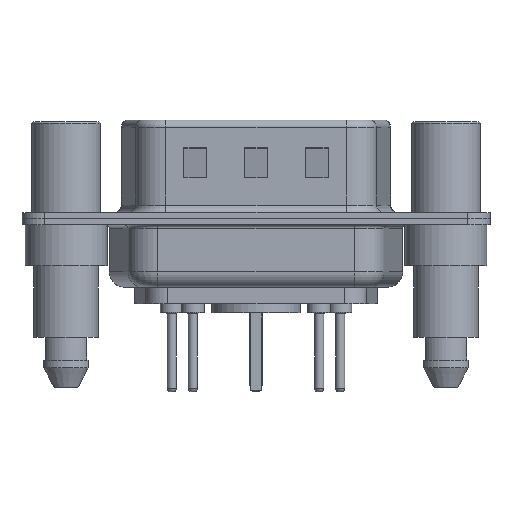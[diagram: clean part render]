
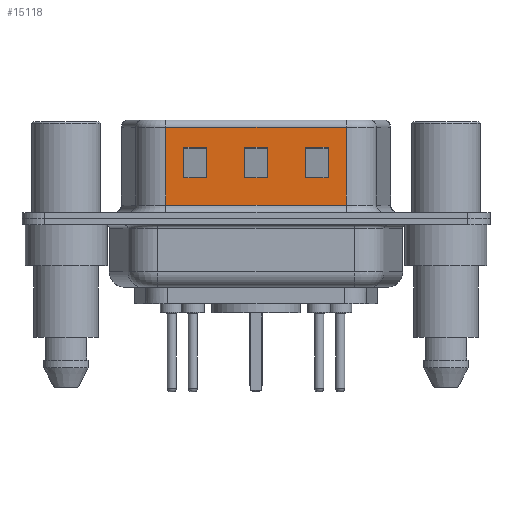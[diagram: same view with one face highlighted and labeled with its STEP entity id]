
A CAD part, front view. The second image highlights one B-rep face of the part: STEP entity #15118.
In plain terms, the highlighted planar face has unit normal (0, -1, 0).
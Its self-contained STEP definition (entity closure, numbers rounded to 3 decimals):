
#47 = DIRECTION ( 'NONE',  ( 0., 0., -1. ) ) ;
#99 = CARTESIAN_POINT ( 'NONE',  ( 11.75, -4.58, 2.705 ) ) ;
#141 = CARTESIAN_POINT ( 'NONE',  ( 17.25, -4.58, 4.705 ) ) ;
#198 = EDGE_CURVE ( 'NONE', #849, #15258, #16317, .T. ) ;
#295 = VERTEX_POINT ( 'NONE', #1240 ) ;
#417 = ORIENTED_EDGE ( 'NONE', *, *, #5565, .T. ) ;
#448 = VERTEX_POINT ( 'NONE', #6701 ) ;
#638 = ORIENTED_EDGE ( 'NONE', *, *, #10501, .T. ) ;
#849 = VERTEX_POINT ( 'NONE', #99 ) ;
#906 = VECTOR ( 'NONE', #2228, 1000. ) ;
#985 = VECTOR ( 'NONE', #6722, 1000. ) ;
#1097 = EDGE_CURVE ( 'NONE', #1194, #12343, #7918, .T. ) ;
#1130 = DIRECTION ( 'NONE',  ( 0., 0., -1. ) ) ;
#1194 = VERTEX_POINT ( 'NONE', #1345 ) ;
#1240 = CARTESIAN_POINT ( 'NONE',  ( 6.55, -4.58, 6.02 ) ) ;
#1345 = CARTESIAN_POINT ( 'NONE',  ( 18.45, -4.58, 6.02 ) ) ;
#1782 = CARTESIAN_POINT ( 'NONE',  ( 6.55, -4.58, 0.9 ) ) ;
#1880 = ORIENTED_EDGE ( 'NONE', *, *, #198, .T. ) ;
#1938 = VECTOR ( 'NONE', #9422, 1000. ) ;
#1987 = ORIENTED_EDGE ( 'NONE', *, *, #8593, .T. ) ;
#2223 = CARTESIAN_POINT ( 'NONE',  ( 18.45, -4.58, 6.52 ) ) ;
#2228 = DIRECTION ( 'NONE',  ( 1., 0., 0. ) ) ;
#2303 = DIRECTION ( 'NONE',  ( 0., 1., 0. ) ) ;
#2473 = EDGE_CURVE ( 'NONE', #8923, #8748, #15125, .T. ) ;
#2793 = EDGE_CURVE ( 'NONE', #295, #13234, #10548, .T. ) ;
#2807 = CARTESIAN_POINT ( 'NONE',  ( 9.25, -4.58, 6.52 ) ) ;
#2820 = LINE ( 'NONE', #12273, #5883 ) ;
#3025 = EDGE_CURVE ( 'NONE', #12323, #16709, #8069, .T. ) ;
#3256 = VECTOR ( 'NONE', #1130, 1000. ) ;
#3283 = ORIENTED_EDGE ( 'NONE', *, *, #3483, .T. ) ;
#3483 = EDGE_CURVE ( 'NONE', #15258, #448, #12803, .T. ) ;
#3502 = DIRECTION ( 'NONE',  ( 1., 0., 0. ) ) ;
#3659 = CARTESIAN_POINT ( 'NONE',  ( 15.75, -4.58, 4.705 ) ) ;
#3697 = CARTESIAN_POINT ( 'NONE',  ( 17.25, -4.58, 6.52 ) ) ;
#3699 = ORIENTED_EDGE ( 'NONE', *, *, #12491, .T. ) ;
#4178 = EDGE_LOOP ( 'NONE', ( #3283, #638, #7581, #1880 ) ) ;
#4374 = LINE ( 'NONE', #7417, #906 ) ;
#4590 = ORIENTED_EDGE ( 'NONE', *, *, #2473, .T. ) ;
#4596 = CARTESIAN_POINT ( 'NONE',  ( 15.75, -4.58, 2.705 ) ) ;
#4611 = VECTOR ( 'NONE', #7420, 1000. ) ;
#4828 = VERTEX_POINT ( 'NONE', #7835 ) ;
#4845 = VECTOR ( 'NONE', #8249, 1000. ) ;
#5008 = EDGE_CURVE ( 'NONE', #15836, #15643, #6152, .T. ) ;
#5082 = CARTESIAN_POINT ( 'NONE',  ( 11.75, -4.58, 6.52 ) ) ;
#5211 = DIRECTION ( 'NONE',  ( -1., 0., 0. ) ) ;
#5260 = LINE ( 'NONE', #13508, #4845 ) ;
#5280 = VECTOR ( 'NONE', #11013, 1000. ) ;
#5565 = EDGE_CURVE ( 'NONE', #15643, #9232, #8786, .T. ) ;
#5801 = CARTESIAN_POINT ( 'NONE',  ( 14.45, -4.58, 2.705 ) ) ;
#5806 = VECTOR ( 'NONE', #10101, 1000. ) ;
#5883 = VECTOR ( 'NONE', #6441, 1000. ) ;
#6152 = LINE ( 'NONE', #11636, #12312 ) ;
#6180 = CARTESIAN_POINT ( 'NONE',  ( 18.45, -4.58, 6.52 ) ) ;
#6381 = VERTEX_POINT ( 'NONE', #141 ) ;
#6441 = DIRECTION ( 'NONE',  ( 1., 0., 0. ) ) ;
#6696 = FACE_BOUND ( 'NONE', #7891, .T. ) ;
#6701 = CARTESIAN_POINT ( 'NONE',  ( 13.25, -4.58, 4.705 ) ) ;
#6722 = DIRECTION ( 'NONE',  ( 0., 0., -1. ) ) ;
#7059 = EDGE_CURVE ( 'NONE', #6381, #15836, #13725, .T. ) ;
#7087 = ORIENTED_EDGE ( 'NONE', *, *, #3025, .T. ) ;
#7202 = CARTESIAN_POINT ( 'NONE',  ( 17.25, -4.58, 2.705 ) ) ;
#7313 = DIRECTION ( 'NONE',  ( 0., 0., 1. ) ) ;
#7417 = CARTESIAN_POINT ( 'NONE',  ( 22.45, -4.58, 4.705 ) ) ;
#7420 = DIRECTION ( 'NONE',  ( 0., 0., -1. ) ) ;
#7547 = VECTOR ( 'NONE', #16012, 1000. ) ;
#7581 = ORIENTED_EDGE ( 'NONE', *, *, #9273, .T. ) ;
#7665 = AXIS2_PLACEMENT_3D ( 'NONE', #6180, #2303, #11463 ) ;
#7736 = CARTESIAN_POINT ( 'NONE',  ( 18.45, -4.58, 0.9 ) ) ;
#7835 = CARTESIAN_POINT ( 'NONE',  ( 13.25, -4.58, 2.705 ) ) ;
#7891 = EDGE_LOOP ( 'NONE', ( #10399, #15526, #417, #12100 ) ) ;
#7908 = EDGE_LOOP ( 'NONE', ( #13981, #10977, #13844, #3699 ) ) ;
#7918 = LINE ( 'NONE', #2223, #985 ) ;
#7939 = CARTESIAN_POINT ( 'NONE',  ( 6.55, -4.58, 6.52 ) ) ;
#8069 = LINE ( 'NONE', #12722, #15534 ) ;
#8249 = DIRECTION ( 'NONE',  ( -1., 0., 0. ) ) ;
#8265 = EDGE_CURVE ( 'NONE', #16709, #8923, #2820, .T. ) ;
#8437 = CARTESIAN_POINT ( 'NONE',  ( 18.45, -4.58, 4.705 ) ) ;
#8593 = EDGE_CURVE ( 'NONE', #8748, #12323, #9138, .T. ) ;
#8748 = VERTEX_POINT ( 'NONE', #10488 ) ;
#8786 = LINE ( 'NONE', #16212, #15434 ) ;
#8923 = VERTEX_POINT ( 'NONE', #9438 ) ;
#9138 = LINE ( 'NONE', #5801, #5280 ) ;
#9232 = VERTEX_POINT ( 'NONE', #3659 ) ;
#9273 = EDGE_CURVE ( 'NONE', #4828, #849, #9723, .T. ) ;
#9422 = DIRECTION ( 'NONE',  ( 0., 0., -1. ) ) ;
#9438 = CARTESIAN_POINT ( 'NONE',  ( 9.25, -4.58, 4.705 ) ) ;
#9685 = VECTOR ( 'NONE', #3502, 1000. ) ;
#9723 = LINE ( 'NONE', #13069, #16769 ) ;
#10101 = DIRECTION ( 'NONE',  ( 0., 0., 1. ) ) ;
#10104 = PLANE ( 'NONE',  #7665 ) ;
#10399 = ORIENTED_EDGE ( 'NONE', *, *, #7059, .T. ) ;
#10488 = CARTESIAN_POINT ( 'NONE',  ( 9.25, -4.58, 2.705 ) ) ;
#10501 = EDGE_CURVE ( 'NONE', #448, #4828, #16332, .T. ) ;
#10548 = LINE ( 'NONE', #7939, #13634 ) ;
#10825 = EDGE_CURVE ( 'NONE', #9232, #6381, #4374, .T. ) ;
#10977 = ORIENTED_EDGE ( 'NONE', *, *, #15507, .T. ) ;
#11013 = DIRECTION ( 'NONE',  ( -1., 0., 0. ) ) ;
#11053 = LINE ( 'NONE', #14617, #7547 ) ;
#11463 = DIRECTION ( 'NONE',  ( 0., 0., 1. ) ) ;
#11636 = CARTESIAN_POINT ( 'NONE',  ( 22.45, -4.58, 2.705 ) ) ;
#11742 = CARTESIAN_POINT ( 'NONE',  ( 11.75, -4.58, 4.705 ) ) ;
#11750 = DIRECTION ( 'NONE',  ( -1., 0., 0. ) ) ;
#11905 = CARTESIAN_POINT ( 'NONE',  ( 7.75, -4.58, 4.705 ) ) ;
#12069 = ORIENTED_EDGE ( 'NONE', *, *, #8265, .T. ) ;
#12100 = ORIENTED_EDGE ( 'NONE', *, *, #10825, .T. ) ;
#12273 = CARTESIAN_POINT ( 'NONE',  ( 14.45, -4.58, 4.705 ) ) ;
#12312 = VECTOR ( 'NONE', #11750, 1000. ) ;
#12323 = VERTEX_POINT ( 'NONE', #16922 ) ;
#12343 = VERTEX_POINT ( 'NONE', #7736 ) ;
#12491 = EDGE_CURVE ( 'NONE', #13234, #12343, #11053, .T. ) ;
#12722 = CARTESIAN_POINT ( 'NONE',  ( 7.75, -4.58, 6.52 ) ) ;
#12803 = LINE ( 'NONE', #8437, #9685 ) ;
#13069 = CARTESIAN_POINT ( 'NONE',  ( 18.45, -4.58, 2.705 ) ) ;
#13234 = VERTEX_POINT ( 'NONE', #1782 ) ;
#13264 = FACE_OUTER_BOUND ( 'NONE', #7908, .T. ) ;
#13508 = CARTESIAN_POINT ( 'NONE',  ( 18.45, -4.58, 6.02 ) ) ;
#13634 = VECTOR ( 'NONE', #47, 1000. ) ;
#13674 = FACE_BOUND ( 'NONE', #4178, .T. ) ;
#13725 = LINE ( 'NONE', #3697, #3256 ) ;
#13844 = ORIENTED_EDGE ( 'NONE', *, *, #2793, .T. ) ;
#13981 = ORIENTED_EDGE ( 'NONE', *, *, #1097, .F. ) ;
#14216 = DIRECTION ( 'NONE',  ( 0., 0., 1. ) ) ;
#14617 = CARTESIAN_POINT ( 'NONE',  ( 18.45, -4.58, 0.9 ) ) ;
#15118 = ADVANCED_FACE ( 'NONE', ( #16788, #6696, #13674, #13264 ), #10104, .F. ) ;
#15125 = LINE ( 'NONE', #2807, #4611 ) ;
#15258 = VERTEX_POINT ( 'NONE', #11742 ) ;
#15434 = VECTOR ( 'NONE', #7313, 1000. ) ;
#15507 = EDGE_CURVE ( 'NONE', #1194, #295, #5260, .T. ) ;
#15526 = ORIENTED_EDGE ( 'NONE', *, *, #5008, .T. ) ;
#15534 = VECTOR ( 'NONE', #14216, 1000. ) ;
#15643 = VERTEX_POINT ( 'NONE', #4596 ) ;
#15836 = VERTEX_POINT ( 'NONE', #7202 ) ;
#15969 = EDGE_LOOP ( 'NONE', ( #4590, #1987, #7087, #12069 ) ) ;
#16012 = DIRECTION ( 'NONE',  ( 1., 0., 0. ) ) ;
#16040 = CARTESIAN_POINT ( 'NONE',  ( 13.25, -4.58, 6.52 ) ) ;
#16212 = CARTESIAN_POINT ( 'NONE',  ( 15.75, -4.58, 6.52 ) ) ;
#16317 = LINE ( 'NONE', #5082, #5806 ) ;
#16332 = LINE ( 'NONE', #16040, #1938 ) ;
#16709 = VERTEX_POINT ( 'NONE', #11905 ) ;
#16769 = VECTOR ( 'NONE', #5211, 1000. ) ;
#16788 = FACE_BOUND ( 'NONE', #15969, .T. ) ;
#16922 = CARTESIAN_POINT ( 'NONE',  ( 7.75, -4.58, 2.705 ) ) ;
